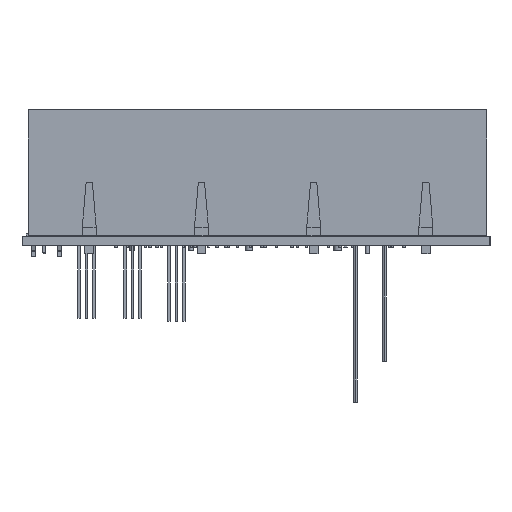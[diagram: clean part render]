
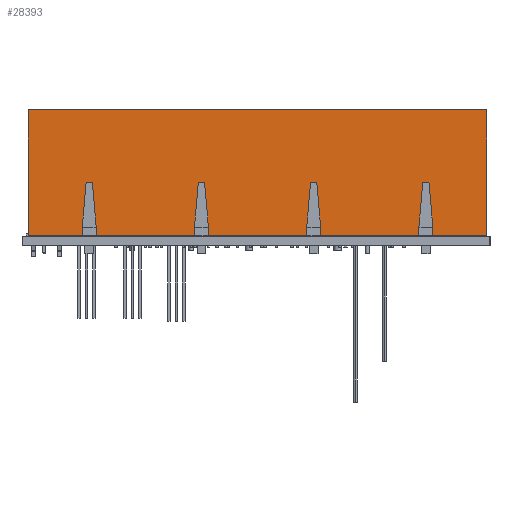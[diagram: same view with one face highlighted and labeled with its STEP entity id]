
A CAD part, left-side view. The second image highlights one B-rep face of the part: STEP entity #28393.
In plain terms, the highlighted face is planar.
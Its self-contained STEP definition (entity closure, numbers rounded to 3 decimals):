
#24153 = VERTEX_POINT('',#24154);
#24154 = CARTESIAN_POINT('',(38.99,3.2,-39.42));
#24160 = EDGE_CURVE('',#24161,#24153,#24163,.T.);
#24161 = VERTEX_POINT('',#24162);
#24162 = CARTESIAN_POINT('',(38.99,3.2,-30.15));
#24163 = LINE('',#24164,#24165);
#24164 = CARTESIAN_POINT('',(38.99,3.2,39.42));
#24165 = VECTOR('',#24166,1.);
#24166 = DIRECTION('',(0.,0.,-1.));
#24185 = VERTEX_POINT('',#24186);
#24186 = CARTESIAN_POINT('',(38.99,3.2,-27.75));
#24192 = EDGE_CURVE('',#24193,#24185,#24195,.T.);
#24193 = VERTEX_POINT('',#24194);
#24194 = CARTESIAN_POINT('',(38.99,3.2,-10.85));
#24195 = LINE('',#24196,#24197);
#24196 = CARTESIAN_POINT('',(38.99,3.2,39.42));
#24197 = VECTOR('',#24198,1.);
#24198 = DIRECTION('',(0.,0.,-1.));
#24217 = VERTEX_POINT('',#24218);
#24218 = CARTESIAN_POINT('',(38.99,3.2,-8.45));
#24224 = EDGE_CURVE('',#24225,#24217,#24227,.T.);
#24225 = VERTEX_POINT('',#24226);
#24226 = CARTESIAN_POINT('',(38.99,3.2,8.45));
#24227 = LINE('',#24228,#24229);
#24228 = CARTESIAN_POINT('',(38.99,3.2,39.42));
#24229 = VECTOR('',#24230,1.);
#24230 = DIRECTION('',(0.,0.,-1.));
#24249 = VERTEX_POINT('',#24250);
#24250 = CARTESIAN_POINT('',(38.99,3.2,10.85));
#24256 = EDGE_CURVE('',#24257,#24249,#24259,.T.);
#24257 = VERTEX_POINT('',#24258);
#24258 = CARTESIAN_POINT('',(38.99,3.2,27.75));
#24259 = LINE('',#24260,#24261);
#24260 = CARTESIAN_POINT('',(38.99,3.2,39.42));
#24261 = VECTOR('',#24262,1.);
#24262 = DIRECTION('',(0.,0.,-1.));
#24281 = VERTEX_POINT('',#24282);
#24282 = CARTESIAN_POINT('',(38.99,3.2,30.15));
#24288 = EDGE_CURVE('',#24289,#24281,#24291,.T.);
#24289 = VERTEX_POINT('',#24290);
#24290 = CARTESIAN_POINT('',(38.99,3.2,39.42));
#24291 = LINE('',#24292,#24293);
#24292 = CARTESIAN_POINT('',(38.99,3.2,39.42));
#24293 = VECTOR('',#24294,1.);
#24294 = DIRECTION('',(0.,0.,-1.));
#25252 = VERTEX_POINT('',#25253);
#25253 = CARTESIAN_POINT('',(38.99,24.74,-39.42));
#25259 = EDGE_CURVE('',#24153,#25252,#25260,.T.);
#25260 = LINE('',#25261,#25262);
#25261 = CARTESIAN_POINT('',(38.99,3.2,-39.42));
#25262 = VECTOR('',#25263,1.);
#25263 = DIRECTION('',(0.,1.,0.));
#28168 = VERTEX_POINT('',#28169);
#28169 = CARTESIAN_POINT('',(38.99,24.74,39.42));
#28175 = EDGE_CURVE('',#25252,#28168,#28176,.T.);
#28176 = LINE('',#28177,#28178);
#28177 = CARTESIAN_POINT('',(38.99,24.74,39.42));
#28178 = VECTOR('',#28179,1.);
#28179 = DIRECTION('',(-0.,0.,1.));
#28236 = EDGE_CURVE('',#28168,#24289,#28237,.T.);
#28237 = LINE('',#28238,#28239);
#28238 = CARTESIAN_POINT('',(38.99,3.2,39.42));
#28239 = VECTOR('',#28240,1.);
#28240 = DIRECTION('',(-0.,-1.,0.));
#28393 = ADVANCED_FACE('',(#28394),#28556,.F.);
#28394 = FACE_BOUND('',#28395,.T.);
#28395 = EDGE_LOOP('',(#28396,#28397,#28405,#28413,#28421,#28429,#28435,
    #28436,#28444,#28452,#28460,#28468,#28474,#28475,#28483,#28491,
    #28499,#28507,#28513,#28514,#28522,#28530,#28538,#28546,#28552,
    #28553,#28554,#28555));
#28396 = ORIENTED_EDGE('',*,*,#24288,.T.);
#28397 = ORIENTED_EDGE('',*,*,#28398,.F.);
#28398 = EDGE_CURVE('',#28399,#24281,#28401,.T.);
#28399 = VERTEX_POINT('',#28400);
#28400 = CARTESIAN_POINT('',(38.99,4.6,30.15));
#28401 = LINE('',#28402,#28403);
#28402 = CARTESIAN_POINT('',(38.99,3.2,30.15));
#28403 = VECTOR('',#28404,1.);
#28404 = DIRECTION('',(-0.,-1.,0.));
#28405 = ORIENTED_EDGE('',*,*,#28406,.F.);
#28406 = EDGE_CURVE('',#28407,#28399,#28409,.T.);
#28407 = VERTEX_POINT('',#28408);
#28408 = CARTESIAN_POINT('',(38.99,12.2,29.485));
#28409 = LINE('',#28410,#28411);
#28410 = CARTESIAN_POINT('',(38.99,4.6,30.15));
#28411 = VECTOR('',#28412,1.);
#28412 = DIRECTION('',(-0.,-0.996,0.087));
#28413 = ORIENTED_EDGE('',*,*,#28414,.F.);
#28414 = EDGE_CURVE('',#28415,#28407,#28417,.T.);
#28415 = VERTEX_POINT('',#28416);
#28416 = CARTESIAN_POINT('',(38.99,12.2,28.415));
#28417 = LINE('',#28418,#28419);
#28418 = CARTESIAN_POINT('',(38.99,12.2,29.485));
#28419 = VECTOR('',#28420,1.);
#28420 = DIRECTION('',(-0.,-0.,1.));
#28421 = ORIENTED_EDGE('',*,*,#28422,.F.);
#28422 = EDGE_CURVE('',#28423,#28415,#28425,.T.);
#28423 = VERTEX_POINT('',#28424);
#28424 = CARTESIAN_POINT('',(38.99,4.6,27.75));
#28425 = LINE('',#28426,#28427);
#28426 = CARTESIAN_POINT('',(38.99,12.2,28.415));
#28427 = VECTOR('',#28428,1.);
#28428 = DIRECTION('',(-0.,0.996,0.087));
#28429 = ORIENTED_EDGE('',*,*,#28430,.F.);
#28430 = EDGE_CURVE('',#24257,#28423,#28431,.T.);
#28431 = LINE('',#28432,#28433);
#28432 = CARTESIAN_POINT('',(38.99,4.6,27.75));
#28433 = VECTOR('',#28434,1.);
#28434 = DIRECTION('',(-0.,1.,0.));
#28435 = ORIENTED_EDGE('',*,*,#24256,.T.);
#28436 = ORIENTED_EDGE('',*,*,#28437,.F.);
#28437 = EDGE_CURVE('',#28438,#24249,#28440,.T.);
#28438 = VERTEX_POINT('',#28439);
#28439 = CARTESIAN_POINT('',(38.99,4.6,10.85));
#28440 = LINE('',#28441,#28442);
#28441 = CARTESIAN_POINT('',(38.99,3.2,10.85));
#28442 = VECTOR('',#28443,1.);
#28443 = DIRECTION('',(-0.,-1.,0.));
#28444 = ORIENTED_EDGE('',*,*,#28445,.F.);
#28445 = EDGE_CURVE('',#28446,#28438,#28448,.T.);
#28446 = VERTEX_POINT('',#28447);
#28447 = CARTESIAN_POINT('',(38.99,12.2,10.185));
#28448 = LINE('',#28449,#28450);
#28449 = CARTESIAN_POINT('',(38.99,4.6,10.85));
#28450 = VECTOR('',#28451,1.);
#28451 = DIRECTION('',(-0.,-0.996,0.087));
#28452 = ORIENTED_EDGE('',*,*,#28453,.F.);
#28453 = EDGE_CURVE('',#28454,#28446,#28456,.T.);
#28454 = VERTEX_POINT('',#28455);
#28455 = CARTESIAN_POINT('',(38.99,12.2,9.115));
#28456 = LINE('',#28457,#28458);
#28457 = CARTESIAN_POINT('',(38.99,12.2,10.185));
#28458 = VECTOR('',#28459,1.);
#28459 = DIRECTION('',(-0.,-0.,1.));
#28460 = ORIENTED_EDGE('',*,*,#28461,.F.);
#28461 = EDGE_CURVE('',#28462,#28454,#28464,.T.);
#28462 = VERTEX_POINT('',#28463);
#28463 = CARTESIAN_POINT('',(38.99,4.6,8.45));
#28464 = LINE('',#28465,#28466);
#28465 = CARTESIAN_POINT('',(38.99,12.2,9.115));
#28466 = VECTOR('',#28467,1.);
#28467 = DIRECTION('',(-0.,0.996,0.087));
#28468 = ORIENTED_EDGE('',*,*,#28469,.F.);
#28469 = EDGE_CURVE('',#24225,#28462,#28470,.T.);
#28470 = LINE('',#28471,#28472);
#28471 = CARTESIAN_POINT('',(38.99,4.6,8.45));
#28472 = VECTOR('',#28473,1.);
#28473 = DIRECTION('',(-0.,1.,0.));
#28474 = ORIENTED_EDGE('',*,*,#24224,.T.);
#28475 = ORIENTED_EDGE('',*,*,#28476,.F.);
#28476 = EDGE_CURVE('',#28477,#24217,#28479,.T.);
#28477 = VERTEX_POINT('',#28478);
#28478 = CARTESIAN_POINT('',(38.99,4.6,-8.45));
#28479 = LINE('',#28480,#28481);
#28480 = CARTESIAN_POINT('',(38.99,4.6,-8.45));
#28481 = VECTOR('',#28482,1.);
#28482 = DIRECTION('',(0.,-1.,0.));
#28483 = ORIENTED_EDGE('',*,*,#28484,.F.);
#28484 = EDGE_CURVE('',#28485,#28477,#28487,.T.);
#28485 = VERTEX_POINT('',#28486);
#28486 = CARTESIAN_POINT('',(38.99,12.2,-9.115));
#28487 = LINE('',#28488,#28489);
#28488 = CARTESIAN_POINT('',(38.99,12.2,-9.115));
#28489 = VECTOR('',#28490,1.);
#28490 = DIRECTION('',(0.,-0.996,0.087));
#28491 = ORIENTED_EDGE('',*,*,#28492,.F.);
#28492 = EDGE_CURVE('',#28493,#28485,#28495,.T.);
#28493 = VERTEX_POINT('',#28494);
#28494 = CARTESIAN_POINT('',(38.99,12.2,-10.185));
#28495 = LINE('',#28496,#28497);
#28496 = CARTESIAN_POINT('',(38.99,12.2,-10.185));
#28497 = VECTOR('',#28498,1.);
#28498 = DIRECTION('',(0.,0.,1.));
#28499 = ORIENTED_EDGE('',*,*,#28500,.F.);
#28500 = EDGE_CURVE('',#28501,#28493,#28503,.T.);
#28501 = VERTEX_POINT('',#28502);
#28502 = CARTESIAN_POINT('',(38.99,4.6,-10.85));
#28503 = LINE('',#28504,#28505);
#28504 = CARTESIAN_POINT('',(38.99,4.6,-10.85));
#28505 = VECTOR('',#28506,1.);
#28506 = DIRECTION('',(0.,0.996,0.087));
#28507 = ORIENTED_EDGE('',*,*,#28508,.F.);
#28508 = EDGE_CURVE('',#24193,#28501,#28509,.T.);
#28509 = LINE('',#28510,#28511);
#28510 = CARTESIAN_POINT('',(38.99,3.2,-10.85));
#28511 = VECTOR('',#28512,1.);
#28512 = DIRECTION('',(0.,1.,0.));
#28513 = ORIENTED_EDGE('',*,*,#24192,.T.);
#28514 = ORIENTED_EDGE('',*,*,#28515,.F.);
#28515 = EDGE_CURVE('',#28516,#24185,#28518,.T.);
#28516 = VERTEX_POINT('',#28517);
#28517 = CARTESIAN_POINT('',(38.99,4.6,-27.75));
#28518 = LINE('',#28519,#28520);
#28519 = CARTESIAN_POINT('',(38.99,4.6,-27.75));
#28520 = VECTOR('',#28521,1.);
#28521 = DIRECTION('',(0.,-1.,0.));
#28522 = ORIENTED_EDGE('',*,*,#28523,.F.);
#28523 = EDGE_CURVE('',#28524,#28516,#28526,.T.);
#28524 = VERTEX_POINT('',#28525);
#28525 = CARTESIAN_POINT('',(38.99,12.2,-28.415));
#28526 = LINE('',#28527,#28528);
#28527 = CARTESIAN_POINT('',(38.99,12.2,-28.415));
#28528 = VECTOR('',#28529,1.);
#28529 = DIRECTION('',(0.,-0.996,0.087));
#28530 = ORIENTED_EDGE('',*,*,#28531,.F.);
#28531 = EDGE_CURVE('',#28532,#28524,#28534,.T.);
#28532 = VERTEX_POINT('',#28533);
#28533 = CARTESIAN_POINT('',(38.99,12.2,-29.485));
#28534 = LINE('',#28535,#28536);
#28535 = CARTESIAN_POINT('',(38.99,12.2,-29.485));
#28536 = VECTOR('',#28537,1.);
#28537 = DIRECTION('',(0.,0.,1.));
#28538 = ORIENTED_EDGE('',*,*,#28539,.F.);
#28539 = EDGE_CURVE('',#28540,#28532,#28542,.T.);
#28540 = VERTEX_POINT('',#28541);
#28541 = CARTESIAN_POINT('',(38.99,4.6,-30.15));
#28542 = LINE('',#28543,#28544);
#28543 = CARTESIAN_POINT('',(38.99,4.6,-30.15));
#28544 = VECTOR('',#28545,1.);
#28545 = DIRECTION('',(0.,0.996,0.087));
#28546 = ORIENTED_EDGE('',*,*,#28547,.F.);
#28547 = EDGE_CURVE('',#24161,#28540,#28548,.T.);
#28548 = LINE('',#28549,#28550);
#28549 = CARTESIAN_POINT('',(38.99,3.2,-30.15));
#28550 = VECTOR('',#28551,1.);
#28551 = DIRECTION('',(0.,1.,0.));
#28552 = ORIENTED_EDGE('',*,*,#24160,.T.);
#28553 = ORIENTED_EDGE('',*,*,#25259,.T.);
#28554 = ORIENTED_EDGE('',*,*,#28175,.T.);
#28555 = ORIENTED_EDGE('',*,*,#28236,.T.);
#28556 = PLANE('',#28557);
#28557 = AXIS2_PLACEMENT_3D('',#28558,#28559,#28560);
#28558 = CARTESIAN_POINT('',(38.99,0.,0.));
#28559 = DIRECTION('',(-1.,0.,0.));
#28560 = DIRECTION('',(0.,0.,1.));
